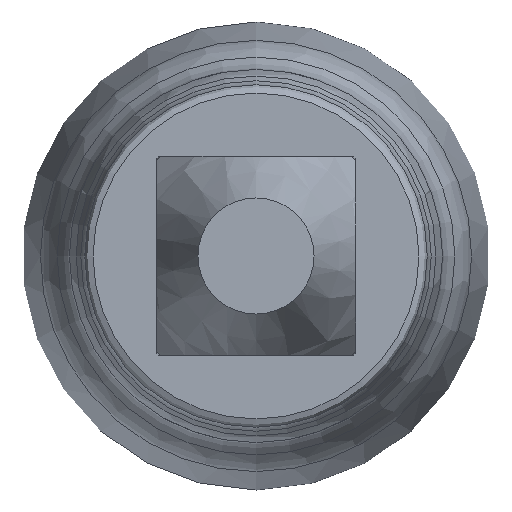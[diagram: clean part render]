
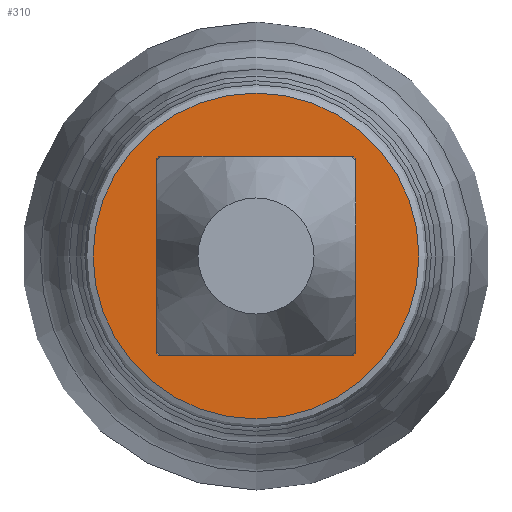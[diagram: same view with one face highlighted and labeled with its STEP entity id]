
A CAD part, left-side view. The second image highlights one B-rep face of the part: STEP entity #310.
In plain terms, the highlighted planar face has unit normal (-1, 0, 0).
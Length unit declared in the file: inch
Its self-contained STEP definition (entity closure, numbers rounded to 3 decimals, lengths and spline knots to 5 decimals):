
#4 = FACE_BOUND ( 'NONE', #758, .T. ) ;
#9 = CARTESIAN_POINT ( 'NONE',  ( 0., 0., 0.01965 ) ) ;
#18 = EDGE_CURVE ( 'NONE', #139, #92, #253, .T. ) ;
#47 = VECTOR ( 'NONE', #127, 39.37008 ) ;
#81 = DIRECTION ( 'NONE',  ( 0., 0., -1. ) ) ;
#92 = VERTEX_POINT ( 'NONE', #1198 ) ;
#119 = AXIS2_PLACEMENT_3D ( 'NONE', #772, #1140, #508 ) ;
#127 = DIRECTION ( 'NONE',  ( 0., -1., 0. ) ) ;
#128 = EDGE_CURVE ( 'NONE', #441, #650, #459, .T. ) ;
#137 = VECTOR ( 'NONE', #302, 39.37008 ) ;
#139 = VERTEX_POINT ( 'NONE', #697 ) ;
#190 = DIRECTION ( 'NONE',  ( 0., 0., -1. ) ) ;
#196 = AXIS2_PLACEMENT_3D ( 'NONE', #297, #212, #190 ) ;
#212 = DIRECTION ( 'NONE',  ( 1., 0., 0. ) ) ;
#221 = ORIENTED_EDGE ( 'NONE', *, *, #405, .T. ) ;
#252 = ORIENTED_EDGE ( 'NONE', *, *, #128, .T. ) ;
#253 = LINE ( 'NONE', #443, #47 ) ;
#255 = CIRCLE ( 'NONE', #913, 0.0005 ) ;
#267 = DIRECTION ( 'NONE',  ( 1., 0., 0. ) ) ;
#277 = CIRCLE ( 'NONE', #886, 0.01965 ) ;
#297 = CARTESIAN_POINT ( 'NONE',  ( 0., -0.01153, 0.01153 ) ) ;
#298 = VECTOR ( 'NONE', #517, 39.37008 ) ;
#302 = DIRECTION ( 'NONE',  ( 0., 0., -1. ) ) ;
#304 = FACE_OUTER_BOUND ( 'NONE', #391, .T. ) ;
#310 = ADVANCED_FACE ( 'NONE', ( #304, #4 ), #778, .F. ) ;
#340 = VERTEX_POINT ( 'NONE', #787 ) ;
#345 = DIRECTION ( 'NONE',  ( -1., 0., 0. ) ) ;
#350 = CARTESIAN_POINT ( 'NONE',  ( 0., 0.01203, -0.01153 ) ) ;
#359 = EDGE_CURVE ( 'NONE', #92, #340, #853, .T. ) ;
#374 = CARTESIAN_POINT ( 'NONE',  ( 0., -0.01153, -0.01203 ) ) ;
#391 = EDGE_LOOP ( 'NONE', ( #644 ) ) ;
#399 = AXIS2_PLACEMENT_3D ( 'NONE', #753, #686, #81 ) ;
#405 = EDGE_CURVE ( 'NONE', #340, #441, #483, .T. ) ;
#418 = ORIENTED_EDGE ( 'NONE', *, *, #708, .T. ) ;
#420 = VECTOR ( 'NONE', #718, 39.37008 ) ;
#441 = VERTEX_POINT ( 'NONE', #500 ) ;
#443 = CARTESIAN_POINT ( 'NONE',  ( 0., -0.01153, 0.01203 ) ) ;
#459 = CIRCLE ( 'NONE', #399, 0.0005 ) ;
#461 = EDGE_CURVE ( 'NONE', #890, #890, #277, .T. ) ;
#483 = LINE ( 'NONE', #930, #137 ) ;
#500 = CARTESIAN_POINT ( 'NONE',  ( 0., -0.01203, -0.01153 ) ) ;
#508 = DIRECTION ( 'NONE',  ( 0., 0., -1. ) ) ;
#517 = DIRECTION ( 'NONE',  ( 0., 1., 0. ) ) ;
#523 = EDGE_CURVE ( 'NONE', #650, #675, #634, .T. ) ;
#546 = DIRECTION ( 'NONE',  ( 0., 0., -1. ) ) ;
#634 = LINE ( 'NONE', #1072, #298 ) ;
#638 = CARTESIAN_POINT ( 'NONE',  ( 0., 0.01203, -0.01153 ) ) ;
#644 = ORIENTED_EDGE ( 'NONE', *, *, #461, .T. ) ;
#650 = VERTEX_POINT ( 'NONE', #374 ) ;
#668 = ORIENTED_EDGE ( 'NONE', *, *, #915, .T. ) ;
#675 = VERTEX_POINT ( 'NONE', #736 ) ;
#686 = DIRECTION ( 'NONE',  ( 1., 0., 0. ) ) ;
#697 = CARTESIAN_POINT ( 'NONE',  ( 0., 0.01153, 0.01203 ) ) ;
#703 = AXIS2_PLACEMENT_3D ( 'NONE', #809, #981, #716 ) ;
#708 = EDGE_CURVE ( 'NONE', #1120, #1071, #811, .T. ) ;
#716 = DIRECTION ( 'NONE',  ( 0., 0., -1. ) ) ;
#718 = DIRECTION ( 'NONE',  ( 0., 0., 1. ) ) ;
#736 = CARTESIAN_POINT ( 'NONE',  ( 0., 0.01153, -0.01203 ) ) ;
#753 = CARTESIAN_POINT ( 'NONE',  ( 0., -0.01153, -0.01153 ) ) ;
#758 = EDGE_LOOP ( 'NONE', ( #943, #1040, #418, #668, #1054, #983, #221, #252 ) ) ;
#772 = CARTESIAN_POINT ( 'NONE',  ( 0., 0.018, 0. ) ) ;
#778 = PLANE ( 'NONE',  #119 ) ;
#787 = CARTESIAN_POINT ( 'NONE',  ( 0., -0.01203, 0.01153 ) ) ;
#807 = DIRECTION ( 'NONE',  ( 0., 0., 1. ) ) ;
#809 = CARTESIAN_POINT ( 'NONE',  ( 0., 0.01153, 0.01153 ) ) ;
#811 = LINE ( 'NONE', #638, #420 ) ;
#853 = CIRCLE ( 'NONE', #196, 0.0005 ) ;
#886 = AXIS2_PLACEMENT_3D ( 'NONE', #989, #345, #807 ) ;
#890 = VERTEX_POINT ( 'NONE', #9 ) ;
#913 = AXIS2_PLACEMENT_3D ( 'NONE', #1099, #267, #546 ) ;
#915 = EDGE_CURVE ( 'NONE', #1071, #139, #1220, .T. ) ;
#930 = CARTESIAN_POINT ( 'NONE',  ( 0., -0.01203, -0.01153 ) ) ;
#943 = ORIENTED_EDGE ( 'NONE', *, *, #523, .T. ) ;
#981 = DIRECTION ( 'NONE',  ( 1., 0., 0. ) ) ;
#983 = ORIENTED_EDGE ( 'NONE', *, *, #359, .T. ) ;
#989 = CARTESIAN_POINT ( 'NONE',  ( 0., 0., 0. ) ) ;
#1040 = ORIENTED_EDGE ( 'NONE', *, *, #1046, .T. ) ;
#1046 = EDGE_CURVE ( 'NONE', #675, #1120, #255, .T. ) ;
#1054 = ORIENTED_EDGE ( 'NONE', *, *, #18, .T. ) ;
#1071 = VERTEX_POINT ( 'NONE', #1201 ) ;
#1072 = CARTESIAN_POINT ( 'NONE',  ( 0., -0.01153, -0.01203 ) ) ;
#1099 = CARTESIAN_POINT ( 'NONE',  ( 0., 0.01153, -0.01153 ) ) ;
#1120 = VERTEX_POINT ( 'NONE', #350 ) ;
#1140 = DIRECTION ( 'NONE',  ( 1., 0., 0. ) ) ;
#1198 = CARTESIAN_POINT ( 'NONE',  ( 0., -0.01153, 0.01203 ) ) ;
#1201 = CARTESIAN_POINT ( 'NONE',  ( 0., 0.01203, 0.01153 ) ) ;
#1220 = CIRCLE ( 'NONE', #703, 0.0005 ) ;
